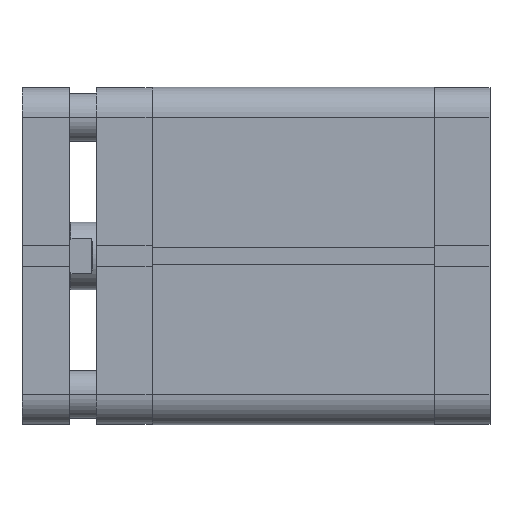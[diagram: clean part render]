
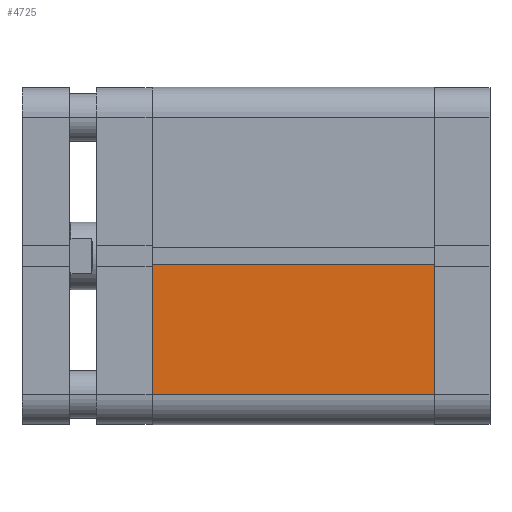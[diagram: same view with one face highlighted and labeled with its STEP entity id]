
A CAD part, front view. The second image highlights one B-rep face of the part: STEP entity #4725.
In plain terms, the highlighted face is planar.
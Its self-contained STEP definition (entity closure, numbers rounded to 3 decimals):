
#67 = VERTEX_POINT ( 'NONE', #360 ) ;
#360 = CARTESIAN_POINT ( 'NONE',  ( 50., -41., 0. ) ) ;
#706 = CARTESIAN_POINT ( 'NONE',  ( 50., -2.6, 0. ) ) ;
#707 = CARTESIAN_POINT ( 'NONE',  ( 50., -41., 83.5 ) ) ;
#728 = CARTESIAN_POINT ( 'NONE',  ( 50., -2.6, 83.5 ) ) ;
#1464 = VERTEX_POINT ( 'NONE', #706 ) ;
#1465 = VERTEX_POINT ( 'NONE', #707 ) ;
#1486 = VERTEX_POINT ( 'NONE', #728 ) ;
#1665 = EDGE_LOOP ( 'NONE', ( #2333, #2332, #2331, #2330 ) ) ;
#2330 = ORIENTED_EDGE ( 'NONE', *, *, #4872, .T. ) ;
#2331 = ORIENTED_EDGE ( 'NONE', *, *, #4795, .F. ) ;
#2332 = ORIENTED_EDGE ( 'NONE', *, *, #4873, .F. ) ;
#2333 = ORIENTED_EDGE ( 'NONE', *, *, #4842, .T. ) ;
#3802 = CARTESIAN_POINT ( 'NONE',  ( 50., -2.6, 83.5 ) ) ;
#3803 = DIRECTION ( 'NONE',  ( 0., 1., 0. ) ) ;
#3905 = CARTESIAN_POINT ( 'NONE',  ( 50., -2.6, 0. ) ) ;
#3908 = DIRECTION ( 'NONE',  ( 0., 1., 0. ) ) ;
#3973 = CARTESIAN_POINT ( 'NONE',  ( 50., -41., 83.5 ) ) ;
#3974 = DIRECTION ( 'NONE',  ( 0., 0., -1. ) ) ;
#3975 = CARTESIAN_POINT ( 'NONE',  ( 50., -2.6, 83.5 ) ) ;
#3976 = DIRECTION ( 'NONE',  ( 0., 0., -1. ) ) ;
#4725 = ADVANCED_FACE ( 'NONE', ( #7994 ), #7802, .F. ) ;
#4795 = EDGE_CURVE ( 'NONE', #1465, #1486, #8098, .T. ) ;
#4842 = EDGE_CURVE ( 'NONE', #67, #1464, #8199, .T. ) ;
#4872 = EDGE_CURVE ( 'NONE', #1465, #67, #8257, .T. ) ;
#4873 = EDGE_CURVE ( 'NONE', #1486, #1464, #8259, .T. ) ;
#5453 = AXIS2_PLACEMENT_3D ( 'NONE', #7805, #7811, #7812 ) ;
#7802 = PLANE ( 'NONE',  #5453 ) ;
#7805 = CARTESIAN_POINT ( 'NONE',  ( 50., -2.6, 83.5 ) ) ;
#7811 = DIRECTION ( 'NONE',  ( -1., 0., 0. ) ) ;
#7812 = DIRECTION ( 'NONE',  ( 0., -1., 0. ) ) ;
#7994 = FACE_OUTER_BOUND ( 'NONE', #1665, .T. ) ;
#8098 = LINE ( 'NONE', #3802, #8105 ) ;
#8105 = VECTOR ( 'NONE', #3803, 1000. ) ;
#8199 = LINE ( 'NONE', #3905, #8203 ) ;
#8203 = VECTOR ( 'NONE', #3908, 1000. ) ;
#8257 = LINE ( 'NONE', #3973, #8258 ) ;
#8258 = VECTOR ( 'NONE', #3974, 1000. ) ;
#8259 = LINE ( 'NONE', #3975, #8260 ) ;
#8260 = VECTOR ( 'NONE', #3976, 1000. ) ;
